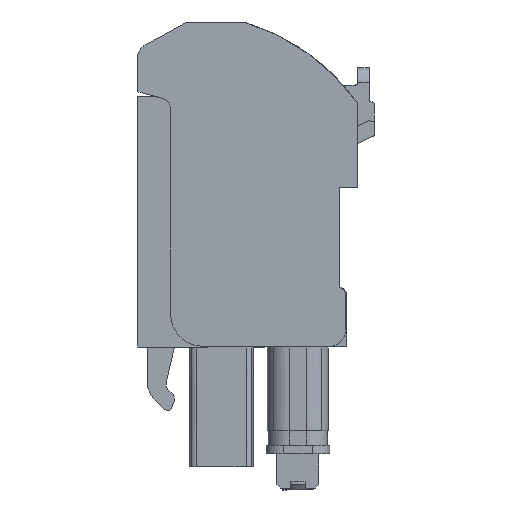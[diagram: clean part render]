
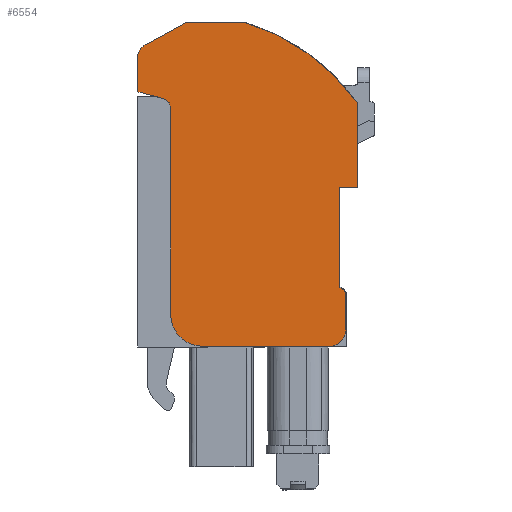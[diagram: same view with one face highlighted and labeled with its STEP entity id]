
A CAD part, left-side view. The second image highlights one B-rep face of the part: STEP entity #6554.
In plain terms, the highlighted planar face has unit normal (-1, 0, 0).
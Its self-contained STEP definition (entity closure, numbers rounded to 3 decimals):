
#3628=AXIS2_PLACEMENT_3D('Circle Axis2P3D',#3626,#3627,$) ;
#3678=AXIS2_PLACEMENT_3D('Circle Axis2P3D',#3676,#3677,$) ;
#3728=AXIS2_PLACEMENT_3D('Circle Axis2P3D',#3726,#3727,$) ;
#3811=AXIS2_PLACEMENT_3D('Circle Axis2P3D',#3809,#3810,$) ;
#3839=AXIS2_PLACEMENT_3D('Circle Axis2P3D',#3837,#3838,$) ;
#6491=AXIS2_PLACEMENT_3D('Plane Axis2P3D',#6488,#6489,#6490) ;
#6495=AXIS2_PLACEMENT_3D('Circle Axis2P3D',#6493,#6494,$) ;
#6502=AXIS2_PLACEMENT_3D('Circle Axis2P3D',#6500,#6501,$) ;
#6523=AXIS2_PLACEMENT_3D('Circle Axis2P3D',#6521,#6522,$) ;
#3530=CARTESIAN_POINT('Vertex',(0.,1.197,20.942)) ;
#3533=CARTESIAN_POINT('Line Origine',(0.,1.824,20.942)) ;
#3537=CARTESIAN_POINT('Vertex',(0.,2.45,20.942)) ;
#3576=CARTESIAN_POINT('Line Origine',(0.,2.45,17.471)) ;
#3580=CARTESIAN_POINT('Vertex',(0.,2.45,13.999)) ;
#3601=CARTESIAN_POINT('Line Origine',(0.,2.384,13.98)) ;
#3605=CARTESIAN_POINT('Vertex',(0.,2.317,13.961)) ;
#3626=CARTESIAN_POINT('Axis2P3D Location',(0.,2.441,13.528)) ;
#3630=CARTESIAN_POINT('Vertex',(0.,1.991,13.528)) ;
#3651=CARTESIAN_POINT('Line Origine',(0.,1.991,12.314)) ;
#3655=CARTESIAN_POINT('Vertex',(0.,1.991,11.1)) ;
#3676=CARTESIAN_POINT('Axis2P3D Location',(0.,3.141,11.1)) ;
#3680=CARTESIAN_POINT('Vertex',(0.,3.141,9.95)) ;
#3701=CARTESIAN_POINT('Line Origine',(0.,7.523,9.95)) ;
#3705=CARTESIAN_POINT('Vertex',(0.,11.905,9.95)) ;
#3726=CARTESIAN_POINT('Axis2P3D Location',(0.,11.905,12.15)) ;
#3730=CARTESIAN_POINT('Vertex',(0.,14.105,12.1)) ;
#3751=CARTESIAN_POINT('Line Origine',(0.,14.105,19.255)) ;
#3755=CARTESIAN_POINT('Vertex',(0.,14.105,26.409)) ;
#3782=CARTESIAN_POINT('Control Point',(0.,14.598,27.078)) ;
#3783=CARTESIAN_POINT('Control Point',(0.,14.428,27.025)) ;
#3784=CARTESIAN_POINT('Control Point',(0.,14.274,26.918)) ;
#3785=CARTESIAN_POINT('Control Point',(0.,14.162,26.766)) ;
#3786=CARTESIAN_POINT('Control Point',(0.,14.105,26.587)) ;
#3787=CARTESIAN_POINT('Control Point',(0.,14.105,26.409)) ;
#3788=CARTESIAN_POINT('Vertex',(0.,14.598,27.078)) ;
#3809=CARTESIAN_POINT('Axis2P3D Location',(0.,22.274,2.33)) ;
#3813=CARTESIAN_POINT('Vertex',(0.,16.405,27.568)) ;
#3815=CARTESIAN_POINT('Vertex',(0.,16.138,27.504)) ;
#3837=CARTESIAN_POINT('Axis2P3D Location',(0.,22.274,2.33)) ;
#6438=CARTESIAN_POINT('Vertex',(0.,1.197,26.822)) ;
#6441=CARTESIAN_POINT('Line Origine',(0.,1.197,23.882)) ;
#6488=CARTESIAN_POINT('Axis2P3D Location',(0.,14.099,12.568)) ;
#6493=CARTESIAN_POINT('Axis2P3D Location',(0.,13.352,18.032)) ;
#6497=CARTESIAN_POINT('Vertex',(0.,8.905,32.358)) ;
#6500=CARTESIAN_POINT('Axis2P3D Location',(0.,13.352,18.032)) ;
#6504=CARTESIAN_POINT('Vertex',(0.,8.971,32.378)) ;
#6507=CARTESIAN_POINT('Line Origine',(0.,10.984,32.378)) ;
#6511=CARTESIAN_POINT('Vertex',(0.,12.997,32.378)) ;
#6514=CARTESIAN_POINT('Line Origine',(0.,14.44,31.594)) ;
#6518=CARTESIAN_POINT('Vertex',(0.,15.882,30.811)) ;
#6521=CARTESIAN_POINT('Axis2P3D Location',(0.,15.405,29.932)) ;
#6525=CARTESIAN_POINT('Vertex',(0.,16.405,29.932)) ;
#6528=CARTESIAN_POINT('Line Origine',(0.,16.405,28.75)) ;
#3534=DIRECTION('Vector Direction',(0.,1.,0.)) ;
#3577=DIRECTION('Vector Direction',(0.,0.,-1.)) ;
#3602=DIRECTION('Vector Direction',(0.,-0.961,-0.276)) ;
#3627=DIRECTION('Axis2P3D Direction',(1.,0.,0.)) ;
#3652=DIRECTION('Vector Direction',(0.,0.,-1.)) ;
#3677=DIRECTION('Axis2P3D Direction',(1.,0.,0.)) ;
#3702=DIRECTION('Vector Direction',(0.,1.,0.)) ;
#3727=DIRECTION('Axis2P3D Direction',(1.,0.,0.)) ;
#3752=DIRECTION('Vector Direction',(0.,0.,-1.)) ;
#3810=DIRECTION('Axis2P3D Direction',(-1.,0.,0.)) ;
#3838=DIRECTION('Axis2P3D Direction',(-1.,0.,0.)) ;
#6442=DIRECTION('Vector Direction',(0.,0.,-1.)) ;
#6489=DIRECTION('Axis2P3D Direction',(1.,0.,0.)) ;
#6490=DIRECTION('Axis2P3D XDirection',(0.,-0.018,1.)) ;
#6494=DIRECTION('Axis2P3D Direction',(1.,0.,0.)) ;
#6501=DIRECTION('Axis2P3D Direction',(1.,0.,0.)) ;
#6508=DIRECTION('Vector Direction',(0.,1.,0.)) ;
#6515=DIRECTION('Vector Direction',(0.,-0.879,0.477)) ;
#6522=DIRECTION('Axis2P3D Direction',(1.,0.,0.)) ;
#6529=DIRECTION('Vector Direction',(0.,0.,1.)) ;
#3535=VECTOR('Line Direction',#3534,1.) ;
#3578=VECTOR('Line Direction',#3577,1.) ;
#3603=VECTOR('Line Direction',#3602,1.) ;
#3653=VECTOR('Line Direction',#3652,1.) ;
#3703=VECTOR('Line Direction',#3702,1.) ;
#3753=VECTOR('Line Direction',#3752,1.) ;
#6443=VECTOR('Line Direction',#6442,1.) ;
#6509=VECTOR('Line Direction',#6508,1.) ;
#6516=VECTOR('Line Direction',#6515,1.) ;
#6530=VECTOR('Line Direction',#6529,1.) ;
#6534=ORIENTED_EDGE('',*,*,#3732,.F.) ;
#6535=ORIENTED_EDGE('',*,*,#3707,.F.) ;
#6536=ORIENTED_EDGE('',*,*,#3682,.F.) ;
#6537=ORIENTED_EDGE('',*,*,#3657,.F.) ;
#6538=ORIENTED_EDGE('',*,*,#3632,.F.) ;
#6539=ORIENTED_EDGE('',*,*,#3607,.F.) ;
#6540=ORIENTED_EDGE('',*,*,#3582,.F.) ;
#6541=ORIENTED_EDGE('',*,*,#3539,.T.) ;
#6542=ORIENTED_EDGE('',*,*,#6445,.T.) ;
#6543=ORIENTED_EDGE('',*,*,#6499,.T.) ;
#6544=ORIENTED_EDGE('',*,*,#6506,.T.) ;
#6545=ORIENTED_EDGE('',*,*,#6513,.T.) ;
#6546=ORIENTED_EDGE('',*,*,#6520,.F.) ;
#6547=ORIENTED_EDGE('',*,*,#6527,.F.) ;
#6548=ORIENTED_EDGE('',*,*,#6532,.T.) ;
#6549=ORIENTED_EDGE('',*,*,#3817,.T.) ;
#6550=ORIENTED_EDGE('',*,*,#3841,.T.) ;
#6551=ORIENTED_EDGE('',*,*,#3790,.T.) ;
#6552=ORIENTED_EDGE('',*,*,#3757,.T.) ;
#6554=ADVANCED_FACE('GEHAEUSE',(#6553),#6492,.F.) ;
#3781=B_SPLINE_CURVE_WITH_KNOTS('',5,(#3782,#3783,#3784,#3785,#3786,#3787),.UNSPECIFIED.,.F.,.U.,(6,6),(0.,0.92),.UNSPECIFIED.) ;
#3629=CIRCLE('generated circle',#3628,0.45) ;
#3679=CIRCLE('generated circle',#3678,1.15) ;
#3729=CIRCLE('generated circle',#3728,2.2) ;
#3812=CIRCLE('generated circle',#3811,25.911) ;
#3840=CIRCLE('generated circle',#3839,25.911) ;
#6496=CIRCLE('generated circle',#6495,15.) ;
#6503=CIRCLE('generated circle',#6502,15.) ;
#6524=CIRCLE('generated circle',#6523,1.) ;
#3539=EDGE_CURVE('',#3538,#3531,#3536,.F.) ;
#3582=EDGE_CURVE('',#3538,#3581,#3579,.T.) ;
#3607=EDGE_CURVE('',#3581,#3606,#3604,.T.) ;
#3632=EDGE_CURVE('',#3606,#3631,#3629,.T.) ;
#3657=EDGE_CURVE('',#3631,#3656,#3654,.T.) ;
#3682=EDGE_CURVE('',#3656,#3681,#3679,.T.) ;
#3707=EDGE_CURVE('',#3681,#3706,#3704,.T.) ;
#3732=EDGE_CURVE('',#3706,#3731,#3729,.T.) ;
#3757=EDGE_CURVE('',#3756,#3731,#3754,.T.) ;
#3790=EDGE_CURVE('',#3789,#3756,#3781,.T.) ;
#3817=EDGE_CURVE('',#3814,#3816,#3812,.F.) ;
#3841=EDGE_CURVE('',#3816,#3789,#3840,.F.) ;
#6445=EDGE_CURVE('',#3531,#6439,#6444,.F.) ;
#6499=EDGE_CURVE('',#6439,#6498,#6496,.F.) ;
#6506=EDGE_CURVE('',#6498,#6505,#6503,.F.) ;
#6513=EDGE_CURVE('',#6505,#6512,#6510,.T.) ;
#6520=EDGE_CURVE('',#6519,#6512,#6517,.T.) ;
#6527=EDGE_CURVE('',#6526,#6519,#6524,.T.) ;
#6532=EDGE_CURVE('',#6526,#3814,#6531,.F.) ;
#6533=EDGE_LOOP('',(#6534,#6535,#6536,#6537,#6538,#6539,#6540,#6541,#6542,#6543,#6544,#6545,#6546,#6547,#6548,#6549,#6550,#6551,#6552)) ;
#6553=FACE_OUTER_BOUND('',#6533,.T.) ;
#3536=LINE('Line',#3533,#3535) ;
#3579=LINE('Line',#3576,#3578) ;
#3604=LINE('Line',#3601,#3603) ;
#3654=LINE('Line',#3651,#3653) ;
#3704=LINE('Line',#3701,#3703) ;
#3754=LINE('Line',#3751,#3753) ;
#6444=LINE('Line',#6441,#6443) ;
#6510=LINE('Line',#6507,#6509) ;
#6517=LINE('Line',#6514,#6516) ;
#6531=LINE('Line',#6528,#6530) ;
#6492=PLANE('',#6491) ;
#3531=VERTEX_POINT('',#3530) ;
#3538=VERTEX_POINT('',#3537) ;
#3581=VERTEX_POINT('',#3580) ;
#3606=VERTEX_POINT('',#3605) ;
#3631=VERTEX_POINT('',#3630) ;
#3656=VERTEX_POINT('',#3655) ;
#3681=VERTEX_POINT('',#3680) ;
#3706=VERTEX_POINT('',#3705) ;
#3731=VERTEX_POINT('',#3730) ;
#3756=VERTEX_POINT('',#3755) ;
#3789=VERTEX_POINT('',#3788) ;
#3814=VERTEX_POINT('',#3813) ;
#3816=VERTEX_POINT('',#3815) ;
#6439=VERTEX_POINT('',#6438) ;
#6498=VERTEX_POINT('',#6497) ;
#6505=VERTEX_POINT('',#6504) ;
#6512=VERTEX_POINT('',#6511) ;
#6519=VERTEX_POINT('',#6518) ;
#6526=VERTEX_POINT('',#6525) ;
